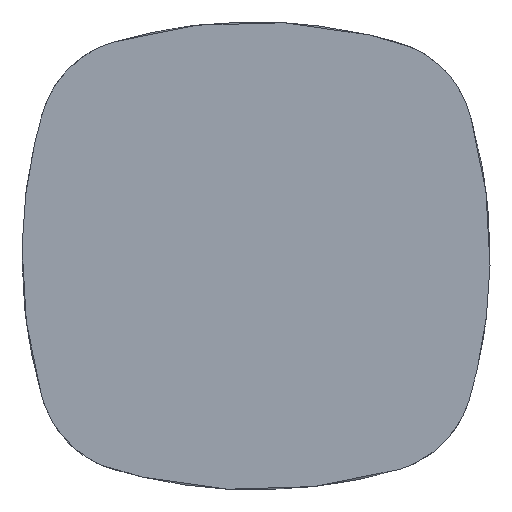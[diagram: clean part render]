
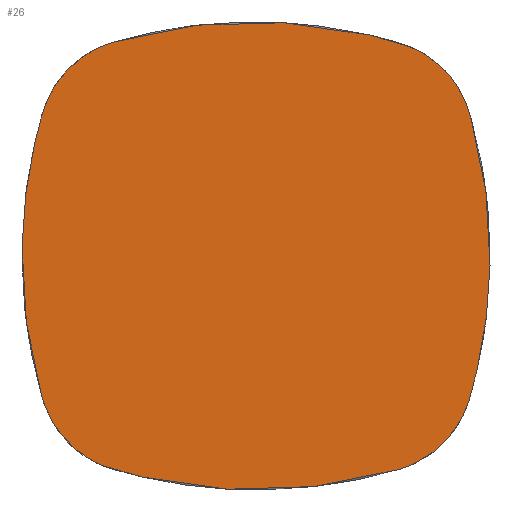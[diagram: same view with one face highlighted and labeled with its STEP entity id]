
A CAD part, top view. The second image highlights one B-rep face of the part: STEP entity #26.
In plain terms, the highlighted free-form (B-spline) face has degree [1, 1] with [2, 2] control points.
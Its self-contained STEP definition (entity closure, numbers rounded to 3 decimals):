
#26=ADVANCED_FACE($,(#40),#152,.T.);
#40=FACE_OUTER_BOUND($,#54,.T.);
#54=EDGE_LOOP($,(#84,#85));
#84=ORIENTED_EDGE($,*,*,#122,.F.);
#85=ORIENTED_EDGE($,*,*,#116,.F.);
#116=EDGE_CURVE($,#134,#137,#168,.T.);
#122=EDGE_CURVE($,#137,#134,#172,.T.);
#134=VERTEX_POINT($,#564);
#137=VERTEX_POINT($,#567);
#152=B_SPLINE_SURFACE_WITH_KNOTS($,1,1,((#448,#449),(#450,#451)),.UNSPECIFIED.,
.F.,.F.,.F.,(2,2),(2,2),(-19.094,348.107),(-73.934,
293.266),.UNSPECIFIED.);
#168=(
BOUNDED_CURVE()
B_SPLINE_CURVE(2,(#382,#383,#384,#385,#386,#387,#388,#389,#390),.UNSPECIFIED.,
.F.,.F.)
B_SPLINE_CURVE_WITH_KNOTS((3,2,2,2,3),(-222.984,0.,
79.751,302.38,382.304),.UNSPECIFIED.)
CURVE()
GEOMETRIC_REPRESENTATION_ITEM()
RATIONAL_B_SPLINE_CURVE((1.,0.959,1.,0.878,1.,0.96,
1.,0.878,1.))
REPRESENTATION_ITEM($)
);
#172=(
BOUNDED_CURVE()
B_SPLINE_CURVE(2,(#417,#418,#419,#420,#421,#422,#423,#424,#425),.UNSPECIFIED.,
.F.,.F.)
B_SPLINE_CURVE_WITH_KNOTS((3,2,2,2,3),(382.304,605.286,
685.21,908.541,988.637),.UNSPECIFIED.)
CURVE()
GEOMETRIC_REPRESENTATION_ITEM()
RATIONAL_B_SPLINE_CURVE((1.,0.959,1.,0.878,1.,0.959,
1.,0.877,1.))
REPRESENTATION_ITEM($)
);
#382=CARTESIAN_POINT($,(-12111.746,11074.458,644.));
#383=CARTESIAN_POINT($,(-12001.668,11106.448,644.));
#384=CARTESIAN_POINT($,(-11891.788,11073.785,644.));
#385=CARTESIAN_POINT($,(-11850.05,11061.378,644.));
#386=CARTESIAN_POINT($,(-11837.809,11019.592,644.));
#387=CARTESIAN_POINT($,(-11805.637,10909.768,644.));
#388=CARTESIAN_POINT($,(-11837.908,10799.973,644.));
#389=CARTESIAN_POINT($,(-11850.218,10758.09,644.));
#390=CARTESIAN_POINT($,(-11892.101,10745.779,644.));
#417=CARTESIAN_POINT($,(-11892.101,10745.779,644.));
#418=CARTESIAN_POINT($,(-12002.08,10713.453,644.));
#419=CARTESIAN_POINT($,(-12112.059,10745.779,644.));
#420=CARTESIAN_POINT($,(-12153.942,10758.09,644.));
#421=CARTESIAN_POINT($,(-12166.252,10799.973,644.));
#422=CARTESIAN_POINT($,(-12198.631,10910.133,644.));
#423=CARTESIAN_POINT($,(-12166.154,11020.264,644.));
#424=CARTESIAN_POINT($,(-12153.774,11062.244,644.));
#425=CARTESIAN_POINT($,(-12111.746,11074.458,644.));
#448=CARTESIAN_POINT($,(-12185.68,11093.552,644.));
#449=CARTESIAN_POINT($,(-11818.48,11093.552,644.));
#450=CARTESIAN_POINT($,(-12185.68,10726.351,644.));
#451=CARTESIAN_POINT($,(-11818.48,10726.351,644.));
#564=CARTESIAN_POINT($,(-12111.746,11074.458,644.));
#567=CARTESIAN_POINT($,(-11892.101,10745.779,644.));
